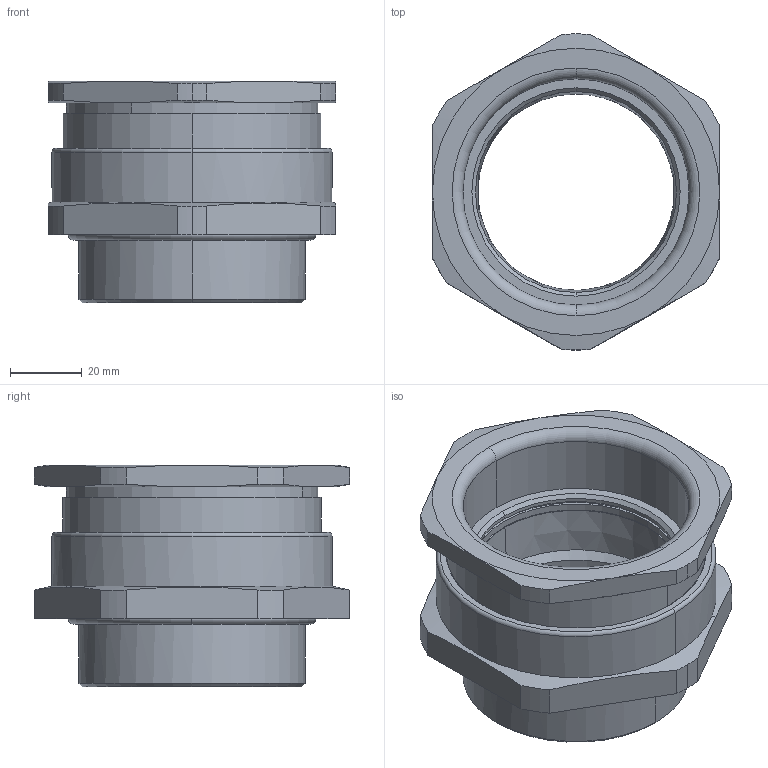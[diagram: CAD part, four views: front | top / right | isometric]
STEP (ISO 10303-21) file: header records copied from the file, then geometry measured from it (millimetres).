
FILE_DESCRIPTION(('CATIA V5 STEP Exchange','CAx-IF Rec.Pracs.--- Model Styling and Organization---1.4--- 2014-01-23'),'2;1');
FILE_NAME ('D1550141_0_1186980000_1186980000.stp','2022-10-31T05:28:54+00:00',('none'),('Weidmueller'),'CATIA Version 5-6 Release 2016 SP3 HF44','CATIA V5 STEP AP214','none');
FILE_SCHEMA(('AUTOMOTIVE_DESIGN { 1 0 10303 214 1 1 1 1 }'));
Length unit declared in the file: millimetre
Products named in the file (1): A2L/63/M63-WM
Bounding box: 80 x 88 x 61.75 mm (x, y, z)
Volume: 97750.8 mm3; surface area: 47893.9 mm2
Topology: 3 solids, 3 shells, 116 faces, 288 edges, 184 vertices
Faces by surface type: cylinder 42, cone 34, plane 24, torus 16
Entity records: 3250 total; most frequent: CARTESIAN_POINT 722, ORIENTED_EDGE 576, DIRECTION 389, EDGE_CURVE 288, AXIS2_PLACEMENT_3D 229, VERTEX_POINT 184, CIRCLE 157, EDGE_LOOP 128
